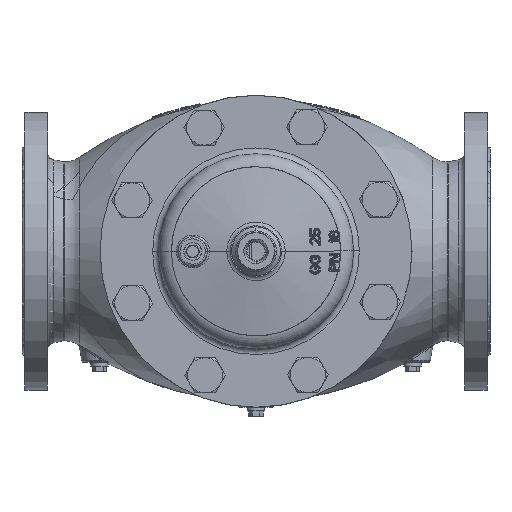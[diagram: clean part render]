
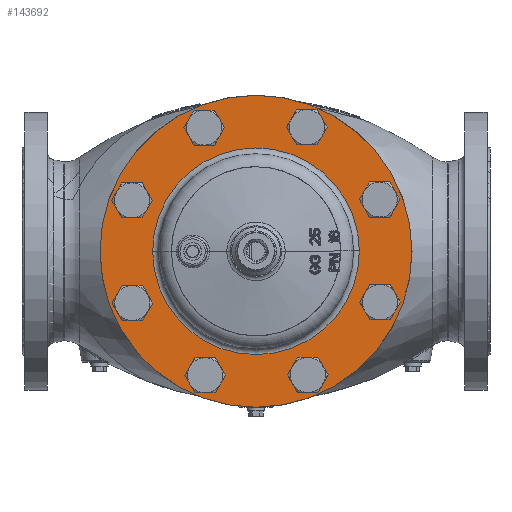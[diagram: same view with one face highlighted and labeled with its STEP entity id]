
A CAD part, front view. The second image highlights one B-rep face of the part: STEP entity #143692.
In plain terms, the highlighted planar face has unit normal (0, -1, 0).
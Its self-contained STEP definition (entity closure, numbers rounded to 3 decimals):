
#116278=CARTESIAN_POINT('',(0.,-35.,0.));
#116279=DIRECTION('',(0.,-1.,0.));
#116280=DIRECTION('',(1.,0.,0.));
#116281=AXIS2_PLACEMENT_3D('',#116278,#116279,#116280);
#116283=CARTESIAN_POINT('',(0.,-35.,0.));
#116284=DIRECTION('',(0.,1.,0.));
#116285=DIRECTION('',(1.,0.,0.));
#116286=AXIS2_PLACEMENT_3D('',#116283,#116284,#116285);
#116288=CARTESIAN_POINT('',(52.619,-35.,127.033));
#116289=DIRECTION('',(0.,1.,0.));
#116290=DIRECTION('',(-1.,0.,0.));
#116291=AXIS2_PLACEMENT_3D('',#116288,#116289,#116290);
#116293=CARTESIAN_POINT('',(52.619,-35.,127.033));
#116294=DIRECTION('',(0.,1.,0.));
#116295=DIRECTION('',(1.,0.,0.));
#116296=AXIS2_PLACEMENT_3D('',#116293,#116294,#116295);
#116298=CARTESIAN_POINT('',(-52.619,-35.,127.033));
#116299=DIRECTION('',(0.,1.,0.));
#116300=DIRECTION('',(-0.707,0.,-0.707));
#116301=AXIS2_PLACEMENT_3D('',#116298,#116299,#116300);
#116303=CARTESIAN_POINT('',(-52.619,-35.,127.033));
#116304=DIRECTION('',(0.,1.,0.));
#116305=DIRECTION('',(0.707,0.,0.707));
#116306=AXIS2_PLACEMENT_3D('',#116303,#116304,#116305);
#116308=CARTESIAN_POINT('',(-127.033,-35.,52.619));
#116309=DIRECTION('',(0.,1.,0.));
#116310=DIRECTION('',(0.,0.,-1.));
#116311=AXIS2_PLACEMENT_3D('',#116308,#116309,#116310);
#116313=CARTESIAN_POINT('',(-127.033,-35.,52.619));
#116314=DIRECTION('',(0.,1.,0.));
#116315=DIRECTION('',(0.,0.,1.));
#116316=AXIS2_PLACEMENT_3D('',#116313,#116314,#116315);
#116318=CARTESIAN_POINT('',(-127.033,-35.,-52.619));
#116319=DIRECTION('',(0.,1.,0.));
#116320=DIRECTION('',(0.707,0.,-0.707));
#116321=AXIS2_PLACEMENT_3D('',#116318,#116319,#116320);
#116323=CARTESIAN_POINT('',(-127.033,-35.,-52.619));
#116324=DIRECTION('',(0.,1.,0.));
#116325=DIRECTION('',(-0.707,0.,0.707));
#116326=AXIS2_PLACEMENT_3D('',#116323,#116324,#116325);
#116328=CARTESIAN_POINT('',(-52.619,-35.,-127.033));
#116329=DIRECTION('',(0.,1.,0.));
#116330=DIRECTION('',(1.,0.,0.));
#116331=AXIS2_PLACEMENT_3D('',#116328,#116329,#116330);
#116333=CARTESIAN_POINT('',(-52.619,-35.,-127.033));
#116334=DIRECTION('',(0.,1.,0.));
#116335=DIRECTION('',(-1.,0.,0.));
#116336=AXIS2_PLACEMENT_3D('',#116333,#116334,#116335);
#116338=CARTESIAN_POINT('',(52.619,-35.,-127.033));
#116339=DIRECTION('',(0.,1.,0.));
#116340=DIRECTION('',(0.707,0.,0.707));
#116341=AXIS2_PLACEMENT_3D('',#116338,#116339,#116340);
#116343=CARTESIAN_POINT('',(52.619,-35.,-127.033));
#116344=DIRECTION('',(0.,1.,0.));
#116345=DIRECTION('',(-0.707,0.,-0.707));
#116346=AXIS2_PLACEMENT_3D('',#116343,#116344,#116345);
#116348=CARTESIAN_POINT('',(127.033,-35.,-52.619));
#116349=DIRECTION('',(0.,1.,0.));
#116350=DIRECTION('',(0.,0.,1.));
#116351=AXIS2_PLACEMENT_3D('',#116348,#116349,#116350);
#116353=CARTESIAN_POINT('',(127.033,-35.,-52.619));
#116354=DIRECTION('',(0.,1.,0.));
#116355=DIRECTION('',(0.,0.,-1.));
#116356=AXIS2_PLACEMENT_3D('',#116353,#116354,#116355);
#116358=CARTESIAN_POINT('',(127.033,-35.,52.619));
#116359=DIRECTION('',(0.,1.,0.));
#116360=DIRECTION('',(-0.707,0.,0.707));
#116361=AXIS2_PLACEMENT_3D('',#116358,#116359,#116360);
#116363=CARTESIAN_POINT('',(127.033,-35.,52.619));
#116364=DIRECTION('',(0.,1.,0.));
#116365=DIRECTION('',(0.707,0.,-0.707));
#116366=AXIS2_PLACEMENT_3D('',#116363,#116364,#116365);
#116376=CARTESIAN_POINT('',(0.,-35.,0.));
#116377=DIRECTION('',(0.,1.,0.));
#116378=DIRECTION('',(1.,0.,0.));
#116379=AXIS2_PLACEMENT_3D('',#116376,#116377,#116378);
#116381=CARTESIAN_POINT('',(0.,-35.,0.));
#116382=DIRECTION('',(0.,-1.,0.));
#116383=DIRECTION('',(1.,0.,0.));
#116384=AXIS2_PLACEMENT_3D('',#116381,#116382,#116383);
#118353=CARTESIAN_POINT('',(106.,-35.,0.));
#118354=VERTEX_POINT('',#118353);
#118355=CARTESIAN_POINT('',(160.,-35.,0.));
#118357=VERTEX_POINT('',#118355);
#118387=CARTESIAN_POINT('',(-106.,-35.,0.));
#118388=VERTEX_POINT('',#118387);
#118389=CARTESIAN_POINT('',(-160.,-35.,0.));
#118391=VERTEX_POINT('',#118389);
#118423=CARTESIAN_POINT('',(38.619,-35.,127.033));
#118424=CARTESIAN_POINT('',(66.619,-35.,127.033));
#118425=VERTEX_POINT('',#118423);
#118426=VERTEX_POINT('',#118424);
#118433=CARTESIAN_POINT('',(-62.518,-35.,117.134));
#118434=CARTESIAN_POINT('',(-42.719,-35.,136.933));
#118435=VERTEX_POINT('',#118433);
#118436=VERTEX_POINT('',#118434);
#118443=CARTESIAN_POINT('',(-127.033,-35.,38.619));
#118444=CARTESIAN_POINT('',(-127.033,-35.,66.619));
#118445=VERTEX_POINT('',#118443);
#118446=VERTEX_POINT('',#118444);
#118453=CARTESIAN_POINT('',(-117.134,-35.,-62.518));
#118454=CARTESIAN_POINT('',(-136.933,-35.,-42.719));
#118455=VERTEX_POINT('',#118453);
#118456=VERTEX_POINT('',#118454);
#118463=CARTESIAN_POINT('',(-38.619,-35.,-127.033));
#118464=CARTESIAN_POINT('',(-66.619,-35.,-127.033));
#118465=VERTEX_POINT('',#118463);
#118466=VERTEX_POINT('',#118464);
#118473=CARTESIAN_POINT('',(62.518,-35.,-117.134));
#118474=CARTESIAN_POINT('',(42.719,-35.,-136.933));
#118475=VERTEX_POINT('',#118473);
#118476=VERTEX_POINT('',#118474);
#118483=CARTESIAN_POINT('',(127.033,-35.,-38.619));
#118484=CARTESIAN_POINT('',(127.033,-35.,-66.619));
#118485=VERTEX_POINT('',#118483);
#118486=VERTEX_POINT('',#118484);
#118493=CARTESIAN_POINT('',(117.134,-35.,62.518));
#118494=CARTESIAN_POINT('',(136.933,-35.,42.719));
#118495=VERTEX_POINT('',#118493);
#118496=VERTEX_POINT('',#118494);
#143629=CARTESIAN_POINT('',(0.,-35.,0.));
#143630=DIRECTION('',(0.,-1.,0.));
#143631=DIRECTION('',(-1.,0.,0.));
#143632=AXIS2_PLACEMENT_3D('',#143629,#143630,#143631);
#143633=PLANE('',#143632);
#143635=ORIENTED_EDGE('',*,*,#143634,.T.);
#143637=ORIENTED_EDGE('',*,*,#143636,.F.);
#143638=EDGE_LOOP('',(#143635,#143637));
#143639=FACE_OUTER_BOUND('',#143638,.F.);
#143640=ORIENTED_EDGE('',*,*,#143624,.T.);
#143641=ORIENTED_EDGE('',*,*,#143608,.F.);
#143642=EDGE_LOOP('',(#143640,#143641));
#143643=FACE_BOUND('',#143642,.F.);
#143645=ORIENTED_EDGE('',*,*,#143644,.F.);
#143647=ORIENTED_EDGE('',*,*,#143646,.F.);
#143648=EDGE_LOOP('',(#143645,#143647));
#143649=FACE_BOUND('',#143648,.F.);
#143651=ORIENTED_EDGE('',*,*,#143650,.F.);
#143653=ORIENTED_EDGE('',*,*,#143652,.F.);
#143654=EDGE_LOOP('',(#143651,#143653));
#143655=FACE_BOUND('',#143654,.F.);
#143657=ORIENTED_EDGE('',*,*,#143656,.F.);
#143659=ORIENTED_EDGE('',*,*,#143658,.F.);
#143660=EDGE_LOOP('',(#143657,#143659));
#143661=FACE_BOUND('',#143660,.F.);
#143663=ORIENTED_EDGE('',*,*,#143662,.F.);
#143665=ORIENTED_EDGE('',*,*,#143664,.F.);
#143666=EDGE_LOOP('',(#143663,#143665));
#143667=FACE_BOUND('',#143666,.F.);
#143669=ORIENTED_EDGE('',*,*,#143668,.F.);
#143671=ORIENTED_EDGE('',*,*,#143670,.F.);
#143672=EDGE_LOOP('',(#143669,#143671));
#143673=FACE_BOUND('',#143672,.F.);
#143675=ORIENTED_EDGE('',*,*,#143674,.F.);
#143677=ORIENTED_EDGE('',*,*,#143676,.F.);
#143678=EDGE_LOOP('',(#143675,#143677));
#143679=FACE_BOUND('',#143678,.F.);
#143681=ORIENTED_EDGE('',*,*,#143680,.F.);
#143683=ORIENTED_EDGE('',*,*,#143682,.F.);
#143684=EDGE_LOOP('',(#143681,#143683));
#143685=FACE_BOUND('',#143684,.F.);
#143687=ORIENTED_EDGE('',*,*,#143686,.F.);
#143689=ORIENTED_EDGE('',*,*,#143688,.F.);
#143690=EDGE_LOOP('',(#143687,#143689));
#143691=FACE_BOUND('',#143690,.F.);
#143692=ADVANCED_FACE('',(#143639,#143643,#143649,#143655,#143661,#143667,
#143673,#143679,#143685,#143691),#143633,.T.);
#116282=CIRCLE('',#116281,106.);
#116287=CIRCLE('',#116286,106.);
#116292=CIRCLE('',#116291,14.);
#116297=CIRCLE('',#116296,14.);
#116302=CIRCLE('',#116301,14.);
#116307=CIRCLE('',#116306,14.);
#116312=CIRCLE('',#116311,14.);
#116317=CIRCLE('',#116316,14.);
#116322=CIRCLE('',#116321,14.);
#116327=CIRCLE('',#116326,14.);
#116332=CIRCLE('',#116331,14.);
#116337=CIRCLE('',#116336,14.);
#116342=CIRCLE('',#116341,14.);
#116347=CIRCLE('',#116346,14.);
#116352=CIRCLE('',#116351,14.);
#116357=CIRCLE('',#116356,14.);
#116362=CIRCLE('',#116361,14.);
#116367=CIRCLE('',#116366,14.);
#116380=CIRCLE('',#116379,160.);
#116385=CIRCLE('',#116384,160.);
#143608=EDGE_CURVE('',#118354,#118388,#116287,.T.);
#143624=EDGE_CURVE('',#118354,#118388,#116282,.T.);
#143634=EDGE_CURVE('',#118357,#118391,#116380,.T.);
#143636=EDGE_CURVE('',#118357,#118391,#116385,.T.);
#143644=EDGE_CURVE('',#118425,#118426,#116292,.T.);
#143646=EDGE_CURVE('',#118426,#118425,#116297,.T.);
#143650=EDGE_CURVE('',#118435,#118436,#116302,.T.);
#143652=EDGE_CURVE('',#118436,#118435,#116307,.T.);
#143656=EDGE_CURVE('',#118445,#118446,#116312,.T.);
#143658=EDGE_CURVE('',#118446,#118445,#116317,.T.);
#143662=EDGE_CURVE('',#118455,#118456,#116322,.T.);
#143664=EDGE_CURVE('',#118456,#118455,#116327,.T.);
#143668=EDGE_CURVE('',#118465,#118466,#116332,.T.);
#143670=EDGE_CURVE('',#118466,#118465,#116337,.T.);
#143674=EDGE_CURVE('',#118475,#118476,#116342,.T.);
#143676=EDGE_CURVE('',#118476,#118475,#116347,.T.);
#143680=EDGE_CURVE('',#118485,#118486,#116352,.T.);
#143682=EDGE_CURVE('',#118486,#118485,#116357,.T.);
#143686=EDGE_CURVE('',#118495,#118496,#116362,.T.);
#143688=EDGE_CURVE('',#118496,#118495,#116367,.T.);
